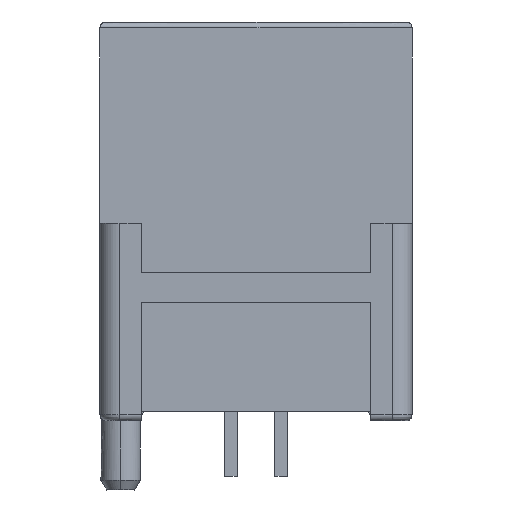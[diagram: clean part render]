
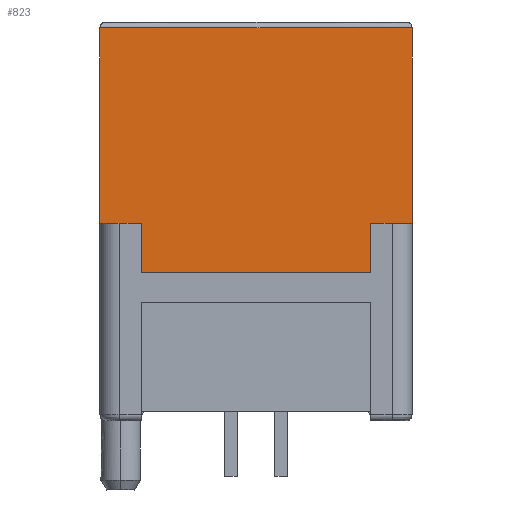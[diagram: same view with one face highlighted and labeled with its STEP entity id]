
A CAD part, left-side view. The second image highlights one B-rep face of the part: STEP entity #823.
In plain terms, the highlighted planar face has unit normal (-1, 0, 0).
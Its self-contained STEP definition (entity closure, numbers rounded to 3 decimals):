
#823=ADVANCED_FACE('',(#1517),#12268,.T.);
#1517=FACE_OUTER_BOUND('',#2211,.T.);
#2211=EDGE_LOOP('',(#3047,#3048,#3049,#3050,#3051,#3052,#3053,#3054));
#3047=ORIENTED_EDGE('',*,*,#6671,.F.);
#3048=ORIENTED_EDGE('',*,*,#6673,.F.);
#3049=ORIENTED_EDGE('',*,*,#6636,.T.);
#3050=ORIENTED_EDGE('',*,*,#6640,.T.);
#3051=ORIENTED_EDGE('',*,*,#6674,.T.);
#3052=ORIENTED_EDGE('',*,*,#6672,.F.);
#3053=ORIENTED_EDGE('',*,*,#6670,.F.);
#3054=ORIENTED_EDGE('',*,*,#6643,.T.);
#6636=EDGE_CURVE('',#10779,#10782,#8793,.T.);
#6640=EDGE_CURVE('',#10782,#10783,#8797,.T.);
#6643=EDGE_CURVE('',#10788,#10787,#8800,.T.);
#6670=EDGE_CURVE('',#10788,#10808,#8820,.T.);
#6671=EDGE_CURVE('',#10809,#10787,#8821,.T.);
#6672=EDGE_CURVE('',#10808,#10810,#8822,.T.);
#6673=EDGE_CURVE('',#10779,#10809,#8823,.T.);
#6674=EDGE_CURVE('',#10783,#10810,#8824,.T.);
#8793=B_SPLINE_CURVE_WITH_KNOTS('',1,(#16676,#16677),.UNSPECIFIED.,.F.,
 .F.,(2,2),(0.,2.5),.UNSPECIFIED.);
#8797=B_SPLINE_CURVE_WITH_KNOTS('',1,(#16684,#16685),.UNSPECIFIED.,.F.,
 .F.,(2,2),(0.,11.6),.UNSPECIFIED.);
#8800=B_SPLINE_CURVE_WITH_KNOTS('',1,(#16698,#16699),.UNSPECIFIED.,.F.,
 .F.,(2,2),(-15.8,0.),.UNSPECIFIED.);
#8820=B_SPLINE_CURVE_WITH_KNOTS('',1,(#16767,#16768),.UNSPECIFIED.,.F.,
 .F.,(2,2),(0.,9.9),.UNSPECIFIED.);
#8821=B_SPLINE_CURVE_WITH_KNOTS('',1,(#16769,#16770),.UNSPECIFIED.,.F.,
 .F.,(2,2),(-9.9,0.),.UNSPECIFIED.);
#8822=B_SPLINE_CURVE_WITH_KNOTS('',1,(#16771,#16772),.UNSPECIFIED.,.F.,
 .F.,(2,2),(-2.1,0.),.UNSPECIFIED.);
#8823=B_SPLINE_CURVE_WITH_KNOTS('',1,(#16773,#16774),.UNSPECIFIED.,.F.,
 .F.,(2,2),(-2.1,0.),.UNSPECIFIED.);
#8824=B_SPLINE_CURVE_WITH_KNOTS('',1,(#16775,#16776),.UNSPECIFIED.,.F.,
 .F.,(2,2),(0.,2.5),.UNSPECIFIED.);
#10779=VERTEX_POINT('',#15687);
#10782=VERTEX_POINT('',#15690);
#10783=VERTEX_POINT('',#15691);
#10787=VERTEX_POINT('',#15695);
#10788=VERTEX_POINT('',#15696);
#10808=VERTEX_POINT('',#15716);
#10809=VERTEX_POINT('',#15717);
#10810=VERTEX_POINT('',#15718);
#12268=PLANE('',#12934);
#12934=AXIS2_PLACEMENT_3D('',#14385,#13583,$);
#13583=DIRECTION('',(-1.,0.,0.));
#14385=CARTESIAN_POINT('',(-24.,-9.481,-13.941));
#15687=CARTESIAN_POINT('',(-24.,5.8,-10.2));
#15690=CARTESIAN_POINT('',(-24.,5.8,-12.7));
#15691=CARTESIAN_POINT('',(-24.,-5.8,-12.7));
#15695=CARTESIAN_POINT('',(-24.,7.9,-0.3));
#15696=CARTESIAN_POINT('',(-24.,-7.9,-0.3));
#15716=CARTESIAN_POINT('',(-24.,-7.9,-10.2));
#15717=CARTESIAN_POINT('',(-24.,7.9,-10.2));
#15718=CARTESIAN_POINT('',(-24.,-5.8,-10.2));
#16676=CARTESIAN_POINT('',(-24.,5.8,-10.2));
#16677=CARTESIAN_POINT('',(-24.,5.8,-12.7));
#16684=CARTESIAN_POINT('',(-24.,5.8,-12.7));
#16685=CARTESIAN_POINT('',(-24.,-5.8,-12.7));
#16698=CARTESIAN_POINT('',(-24.,-7.9,-0.3));
#16699=CARTESIAN_POINT('',(-24.,7.9,-0.3));
#16767=CARTESIAN_POINT('',(-24.,-7.9,-0.3));
#16768=CARTESIAN_POINT('',(-24.,-7.9,-10.2));
#16769=CARTESIAN_POINT('',(-24.,7.9,-10.2));
#16770=CARTESIAN_POINT('',(-24.,7.9,-0.3));
#16771=CARTESIAN_POINT('',(-24.,-7.9,-10.2));
#16772=CARTESIAN_POINT('',(-24.,-5.8,-10.2));
#16773=CARTESIAN_POINT('',(-24.,5.8,-10.2));
#16774=CARTESIAN_POINT('',(-24.,7.9,-10.2));
#16775=CARTESIAN_POINT('',(-24.,-5.8,-12.7));
#16776=CARTESIAN_POINT('',(-24.,-5.8,-10.2));
